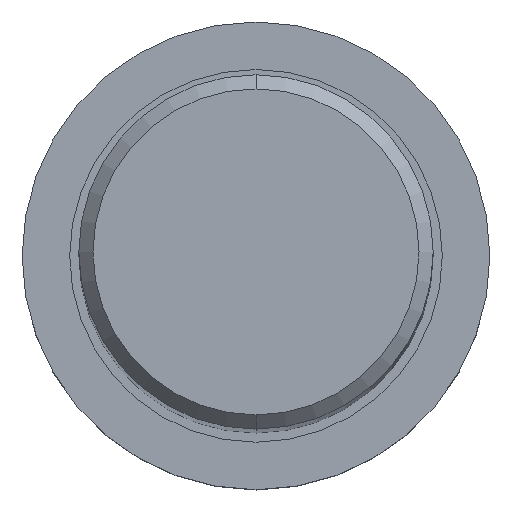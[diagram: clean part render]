
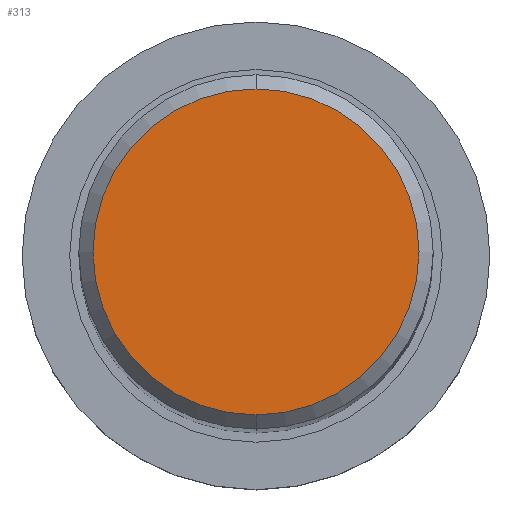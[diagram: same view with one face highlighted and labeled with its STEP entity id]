
A CAD part, top view. The second image highlights one B-rep face of the part: STEP entity #313.
In plain terms, the highlighted planar face has unit normal (0, 0, 1).
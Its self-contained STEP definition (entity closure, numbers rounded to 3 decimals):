
#253=VERTEX_POINT('',#600);
#271=EDGE_CURVE('',#481,#253,#621,.T.);
#313=ADVANCED_FACE('',(#667),#668,.T.);
#333=EDGE_CURVE('',#253,#481,#689,.T.);
#481=VERTEX_POINT('',#853);
#600=CARTESIAN_POINT('',(0.0,11.5,0.0));
#621=CIRCLE('',#1112,11.5);
#667=FACE_OUTER_BOUND('',#1177,.T.);
#668=PLANE('',#1178);
#689=CIRCLE('',#1206,11.5);
#853=CARTESIAN_POINT('',(0.,-11.5,0.0));
#1112=AXIS2_PLACEMENT_3D('',#1854,#1855,#1856);
#1177=EDGE_LOOP('',(#1908,#1909));
#1178=AXIS2_PLACEMENT_3D('',#1910,#1911,#1912);
#1206=AXIS2_PLACEMENT_3D('',#1929,#1930,#1931);
#1854=CARTESIAN_POINT('',(0.0,0.0,0.0));
#1855=DIRECTION('',(0.0,0.0,-1.0));
#1856=DIRECTION('',(0.0,1.0,0.0));
#1908=ORIENTED_EDGE('',*,*,#333,.F.);
#1909=ORIENTED_EDGE('',*,*,#271,.F.);
#1910=CARTESIAN_POINT('',(0.0,5.75,0.0));
#1911=DIRECTION('',(-0.0,0.0,1.0));
#1912=DIRECTION('',(0.0,-1.0,0.0));
#1929=CARTESIAN_POINT('',(0.0,0.0,0.0));
#1930=DIRECTION('',(0.0,0.0,-1.0));
#1931=DIRECTION('',(0.0,1.0,0.0));
